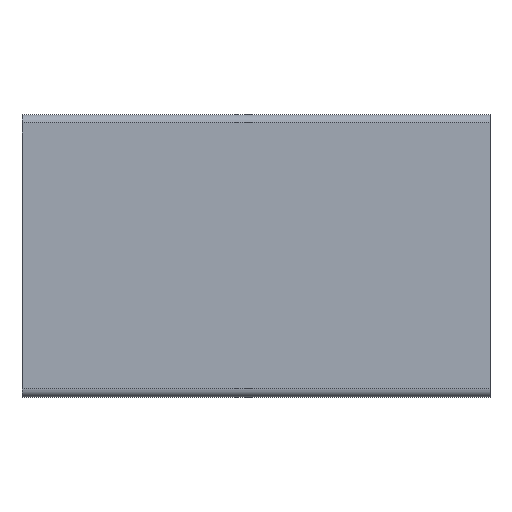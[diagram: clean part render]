
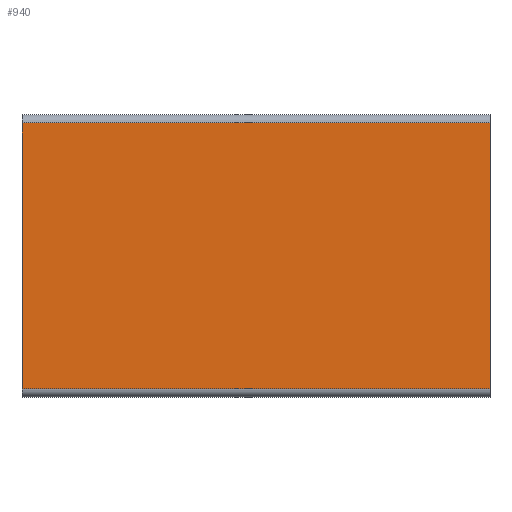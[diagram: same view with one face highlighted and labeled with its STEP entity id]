
A CAD part, top view. The second image highlights one B-rep face of the part: STEP entity #940.
In plain terms, the highlighted planar face has unit normal (0, 0, 1).
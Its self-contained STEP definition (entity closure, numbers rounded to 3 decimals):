
#126=ORIENTED_EDGE('',*,*,#377,.T.);
#127=ORIENTED_EDGE('',*,*,#378,.F.);
#128=ORIENTED_EDGE('',*,*,#374,.F.);
#129=ORIENTED_EDGE('',*,*,#379,.T.);
#374=EDGE_CURVE('',#496,#497,#598,.T.);
#377=EDGE_CURVE('',#498,#499,#599,.T.);
#378=EDGE_CURVE('',#497,#499,#600,.T.);
#379=EDGE_CURVE('',#496,#498,#601,.T.);
#496=VERTEX_POINT('',#1427);
#497=VERTEX_POINT('',#1428);
#498=VERTEX_POINT('',#1433);
#499=VERTEX_POINT('',#1434);
#598=LINE('',#1426,#726);
#599=LINE('',#1432,#727);
#600=LINE('',#1435,#728);
#601=LINE('',#1436,#729);
#726=VECTOR('',#1145,1000.);
#727=VECTOR('',#1152,1000.);
#728=VECTOR('',#1153,1000.);
#729=VECTOR('',#1154,1000.);
#800=EDGE_LOOP('',(#126,#127,#128,#129));
#848=FACE_BOUND('',#800,.T.);
#895=PLANE('',#1003);
#940=ADVANCED_FACE('',(#848),#895,.T.);
#1003=AXIS2_PLACEMENT_3D('',#1431,#1150,#1151);
#1145=DIRECTION('',(-1.,0.,0.));
#1150=DIRECTION('',(0.,0.,1.));
#1151=DIRECTION('',(0.,-1.,0.));
#1152=DIRECTION('',(-1.,0.,0.));
#1153=DIRECTION('',(0.,1.,0.));
#1154=DIRECTION('',(0.,1.,0.));
#1426=CARTESIAN_POINT('',(51.8,-2.,10.173));
#1427=CARTESIAN_POINT('',(51.8,-2.,10.173));
#1428=CARTESIAN_POINT('',(-4.,-2.,10.173));
#1431=CARTESIAN_POINT('',(51.8,29.7,10.173));
#1432=CARTESIAN_POINT('',(51.8,29.7,10.173));
#1433=CARTESIAN_POINT('',(51.8,29.7,10.173));
#1434=CARTESIAN_POINT('',(-4.,29.7,10.173));
#1435=CARTESIAN_POINT('',(-4.,-2.,10.173));
#1436=CARTESIAN_POINT('',(51.8,29.7,10.173));
